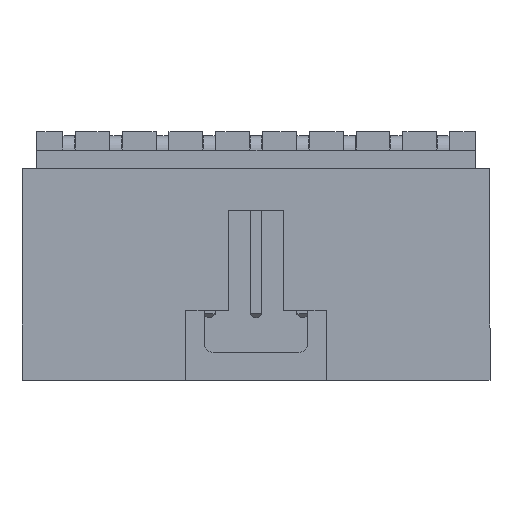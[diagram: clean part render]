
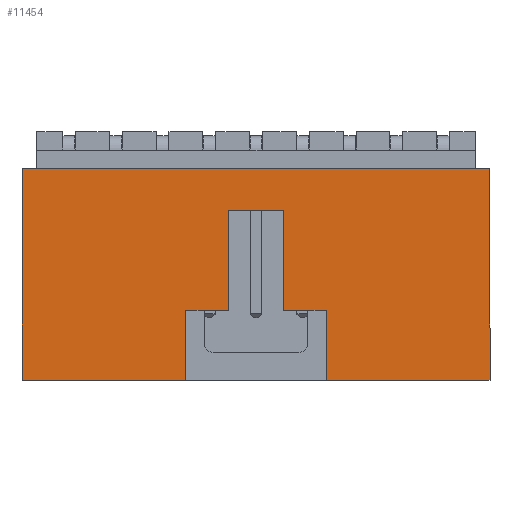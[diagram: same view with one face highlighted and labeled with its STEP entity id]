
A CAD part, top view. The second image highlights one B-rep face of the part: STEP entity #11454.
In plain terms, the highlighted planar face has unit normal (0, 0, 1).
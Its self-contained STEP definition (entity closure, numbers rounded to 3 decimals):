
#24 = EDGE_CURVE ( 'NONE', #4695, #2488, #7265, .T. ) ;
#35 = LINE ( 'NONE', #6736, #9846 ) ;
#150 = VERTEX_POINT ( 'NONE', #11450 ) ;
#182 = VECTOR ( 'NONE', #4989, 1000. ) ;
#261 = VERTEX_POINT ( 'NONE', #9783 ) ;
#303 = VERTEX_POINT ( 'NONE', #9052 ) ;
#345 = LINE ( 'NONE', #1786, #6723 ) ;
#351 = CARTESIAN_POINT ( 'NONE',  ( 3.815, -9.15, 5.3 ) ) ;
#362 = DIRECTION ( 'NONE',  ( 1., 0., 0. ) ) ;
#370 = DIRECTION ( 'NONE',  ( 0., 1., 0. ) ) ;
#399 = CARTESIAN_POINT ( 'NONE',  ( 1.5, -3.75, 5.3 ) ) ;
#509 = LINE ( 'NONE', #5118, #10779 ) ;
#596 = LINE ( 'NONE', #9480, #182 ) ;
#643 = CARTESIAN_POINT ( 'NONE',  ( -1.5, 22.509, 5.3 ) ) ;
#677 = LINE ( 'NONE', #643, #3861 ) ;
#688 = CARTESIAN_POINT ( 'NONE',  ( 2.815, -9.15, 5.3 ) ) ;
#831 = LINE ( 'NONE', #5105, #10385 ) ;
#849 = EDGE_CURVE ( 'NONE', #9458, #261, #4388, .T. ) ;
#1365 = DIRECTION ( 'NONE',  ( 0., -1., 0. ) ) ;
#1481 = EDGE_LOOP ( 'NONE', ( #3414, #11824, #4089, #11854, #5458, #7276, #6643, #4554, #4410, #10377, #2471, #8570, #8412, #2520 ) ) ;
#1624 = DIRECTION ( 'NONE',  ( -1., 0., 0. ) ) ;
#1732 = DIRECTION ( 'NONE',  ( 1., 0., 0. ) ) ;
#1786 = CARTESIAN_POINT ( 'NONE',  ( 1.5, 22.509, 5.3 ) ) ;
#1915 = CARTESIAN_POINT ( 'NONE',  ( -2.815, -9.15, 5.3 ) ) ;
#1967 = DIRECTION ( 'NONE',  ( -1., 0., 0. ) ) ;
#2011 = EDGE_CURVE ( 'NONE', #6010, #8852, #6071, .T. ) ;
#2122 = EDGE_CURVE ( 'NONE', #150, #303, #3470, .T. ) ;
#2404 = VERTEX_POINT ( 'NONE', #7593 ) ;
#2421 = DIRECTION ( 'NONE',  ( 1., 0., 0. ) ) ;
#2434 = VECTOR ( 'NONE', #6747, 1000. ) ;
#2471 = ORIENTED_EDGE ( 'NONE', *, *, #10791, .T. ) ;
#2488 = VERTEX_POINT ( 'NONE', #4720 ) ;
#2520 = ORIENTED_EDGE ( 'NONE', *, *, #8220, .F. ) ;
#2568 = CARTESIAN_POINT ( 'NONE',  ( 12.705, -12.95, 5.3 ) ) ;
#2577 = VECTOR ( 'NONE', #8764, 1000. ) ;
#2861 = DIRECTION ( 'NONE',  ( 0., -1., 0. ) ) ;
#2900 = EDGE_CURVE ( 'NONE', #2404, #4695, #5609, .T. ) ;
#3089 = VERTEX_POINT ( 'NONE', #3818 ) ;
#3204 = DIRECTION ( 'NONE',  ( -1., 0., 0. ) ) ;
#3263 = CARTESIAN_POINT ( 'NONE',  ( -3.815, -9.15, 5.3 ) ) ;
#3414 = ORIENTED_EDGE ( 'NONE', *, *, #7052, .T. ) ;
#3466 = CARTESIAN_POINT ( 'NONE',  ( -1.5, -9.15, 5.3 ) ) ;
#3470 = LINE ( 'NONE', #399, #2577 ) ;
#3518 = EDGE_CURVE ( 'NONE', #303, #8852, #345, .T. ) ;
#3563 = EDGE_CURVE ( 'NONE', #3906, #2404, #4274, .T. ) ;
#3818 = CARTESIAN_POINT ( 'NONE',  ( -3.815, -9.15, 5.3 ) ) ;
#3861 = VECTOR ( 'NONE', #9947, 1000. ) ;
#3906 = VERTEX_POINT ( 'NONE', #351 ) ;
#3986 = CARTESIAN_POINT ( 'NONE',  ( 2.815, -9.15, 5.3 ) ) ;
#4089 = ORIENTED_EDGE ( 'NONE', *, *, #5480, .F. ) ;
#4142 = CARTESIAN_POINT ( 'NONE',  ( 1.5, -9.15, 5.3 ) ) ;
#4274 = LINE ( 'NONE', #8215, #11363 ) ;
#4388 = LINE ( 'NONE', #6136, #9886 ) ;
#4410 = ORIENTED_EDGE ( 'NONE', *, *, #2900, .T. ) ;
#4554 = ORIENTED_EDGE ( 'NONE', *, *, #3563, .T. ) ;
#4695 = VERTEX_POINT ( 'NONE', #2568 ) ;
#4720 = CARTESIAN_POINT ( 'NONE',  ( 12.705, -1.45, 5.3 ) ) ;
#4989 = DIRECTION ( 'NONE',  ( 1., 0., 0. ) ) ;
#5105 = CARTESIAN_POINT ( 'NONE',  ( -2.815, -9.15, 5.3 ) ) ;
#5118 = CARTESIAN_POINT ( 'NONE',  ( -12.705, -12.95, 5.3 ) ) ;
#5429 = DIRECTION ( 'NONE',  ( 0., -1., 0. ) ) ;
#5458 = ORIENTED_EDGE ( 'NONE', *, *, #3518, .T. ) ;
#5480 = EDGE_CURVE ( 'NONE', #150, #8392, #677, .T. ) ;
#5609 = LINE ( 'NONE', #11040, #10238 ) ;
#5991 = PLANE ( 'NONE',  #10817 ) ;
#6010 = VERTEX_POINT ( 'NONE', #3986 ) ;
#6071 = LINE ( 'NONE', #7610, #2434 ) ;
#6136 = CARTESIAN_POINT ( 'NONE',  ( 12.705, -12.95, 5.3 ) ) ;
#6544 = VECTOR ( 'NONE', #370, 1000. ) ;
#6643 = ORIENTED_EDGE ( 'NONE', *, *, #8747, .T. ) ;
#6723 = VECTOR ( 'NONE', #5429, 1000. ) ;
#6736 = CARTESIAN_POINT ( 'NONE',  ( -12.705, -1.45, 5.3 ) ) ;
#6745 = CARTESIAN_POINT ( 'NONE',  ( -12.705, -12.95, 5.3 ) ) ;
#6747 = DIRECTION ( 'NONE',  ( -1., 0., 0. ) ) ;
#6799 = VERTEX_POINT ( 'NONE', #1915 ) ;
#7052 = EDGE_CURVE ( 'NONE', #3089, #6799, #831, .T. ) ;
#7265 = LINE ( 'NONE', #10681, #6544 ) ;
#7276 = ORIENTED_EDGE ( 'NONE', *, *, #2011, .F. ) ;
#7593 = CARTESIAN_POINT ( 'NONE',  ( 3.815, -12.95, 5.3 ) ) ;
#7610 = CARTESIAN_POINT ( 'NONE',  ( 2.815, -9.15, 5.3 ) ) ;
#8084 = EDGE_CURVE ( 'NONE', #9243, #9458, #509, .T. ) ;
#8215 = CARTESIAN_POINT ( 'NONE',  ( 3.815, -9.15, 5.3 ) ) ;
#8220 = EDGE_CURVE ( 'NONE', #3089, #261, #9891, .T. ) ;
#8392 = VERTEX_POINT ( 'NONE', #3466 ) ;
#8412 = ORIENTED_EDGE ( 'NONE', *, *, #849, .T. ) ;
#8570 = ORIENTED_EDGE ( 'NONE', *, *, #8084, .T. ) ;
#8659 = FACE_OUTER_BOUND ( 'NONE', #1481, .T. ) ;
#8747 = EDGE_CURVE ( 'NONE', #6010, #3906, #596, .T. ) ;
#8764 = DIRECTION ( 'NONE',  ( 1., 0., 0. ) ) ;
#8837 = DIRECTION ( 'NONE',  ( 0., -1., 0. ) ) ;
#8852 = VERTEX_POINT ( 'NONE', #4142 ) ;
#8909 = EDGE_CURVE ( 'NONE', #8392, #6799, #11905, .T. ) ;
#9052 = CARTESIAN_POINT ( 'NONE',  ( 1.5, -3.75, 5.3 ) ) ;
#9243 = VERTEX_POINT ( 'NONE', #11011 ) ;
#9458 = VERTEX_POINT ( 'NONE', #6745 ) ;
#9480 = CARTESIAN_POINT ( 'NONE',  ( 3.815, -9.15, 5.3 ) ) ;
#9783 = CARTESIAN_POINT ( 'NONE',  ( -3.815, -12.95, 5.3 ) ) ;
#9846 = VECTOR ( 'NONE', #1967, 1000. ) ;
#9886 = VECTOR ( 'NONE', #362, 1000. ) ;
#9891 = LINE ( 'NONE', #3263, #10196 ) ;
#9947 = DIRECTION ( 'NONE',  ( 0., -1., 0. ) ) ;
#10196 = VECTOR ( 'NONE', #1365, 1000. ) ;
#10238 = VECTOR ( 'NONE', #1732, 1000. ) ;
#10377 = ORIENTED_EDGE ( 'NONE', *, *, #24, .T. ) ;
#10385 = VECTOR ( 'NONE', #2421, 1000. ) ;
#10523 = DIRECTION ( 'NONE',  ( 0., 0., -1. ) ) ;
#10681 = CARTESIAN_POINT ( 'NONE',  ( 12.705, -1.45, 5.3 ) ) ;
#10690 = CARTESIAN_POINT ( 'NONE',  ( 0., 0., 5.3 ) ) ;
#10779 = VECTOR ( 'NONE', #8837, 1000. ) ;
#10791 = EDGE_CURVE ( 'NONE', #2488, #9243, #35, .T. ) ;
#10817 = AXIS2_PLACEMENT_3D ( 'NONE', #10690, #10523, #3204 ) ;
#10881 = VECTOR ( 'NONE', #1624, 1000. ) ;
#11011 = CARTESIAN_POINT ( 'NONE',  ( -12.705, -1.45, 5.3 ) ) ;
#11040 = CARTESIAN_POINT ( 'NONE',  ( 12.705, -12.95, 5.3 ) ) ;
#11363 = VECTOR ( 'NONE', #2861, 1000. ) ;
#11450 = CARTESIAN_POINT ( 'NONE',  ( -1.5, -3.75, 5.3 ) ) ;
#11454 = ADVANCED_FACE ( 'NONE', ( #8659 ), #5991, .F. ) ;
#11824 = ORIENTED_EDGE ( 'NONE', *, *, #8909, .F. ) ;
#11854 = ORIENTED_EDGE ( 'NONE', *, *, #2122, .T. ) ;
#11905 = LINE ( 'NONE', #688, #10881 ) ;
